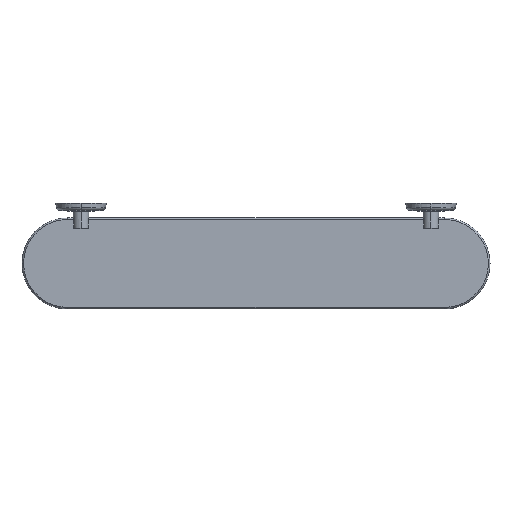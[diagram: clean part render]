
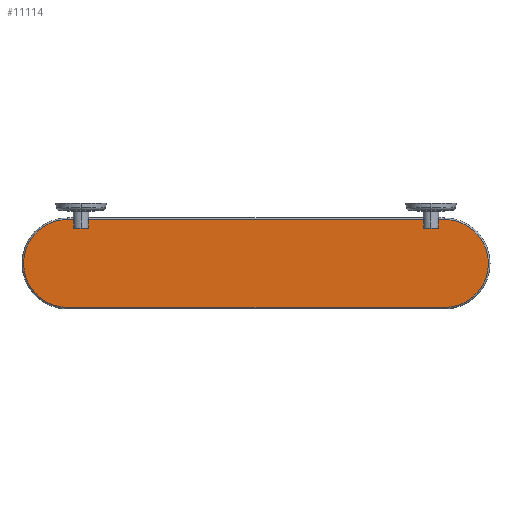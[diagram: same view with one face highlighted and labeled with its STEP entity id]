
A CAD part, top view. The second image highlights one B-rep face of the part: STEP entity #11114.
In plain terms, the highlighted planar face has unit normal (0, 0, 1).
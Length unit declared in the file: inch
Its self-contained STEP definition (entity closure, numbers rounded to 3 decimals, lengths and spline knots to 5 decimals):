
#2021=CARTESIAN_POINT('',(19.46947,-1.07966,
0.11513));
#2023=CARTESIAN_POINT('',(2.22209,-1.07966,
0.11513));
#2087=DIRECTION('',(1.,0.,0.));
#2088=VECTOR('',#2087,17.24739);
#2089=CARTESIAN_POINT('',(2.22209,-1.07966,
0.11513));
#2090=LINE('',#2089,#2088);
#2091=DIRECTION('',(1.,0.,0.));
#2092=VECTOR('',#2091,0.3166);
#2093=CARTESIAN_POINT('',(20.22209,-1.07966,
0.11513));
#2094=LINE('',#2093,#2092);
#2095=CARTESIAN_POINT('',(20.53868,-3.34194,
0.11513));
#2096=DIRECTION('',(0.,0.,-1.));
#2097=DIRECTION('',(0.,1.,0.));
#2098=AXIS2_PLACEMENT_3D('',#2095,#2096,#2097);
#2100=CARTESIAN_POINT('',(20.53868,-3.34194,
0.11513));
#2101=DIRECTION('',(0.,0.,-1.));
#2102=DIRECTION('',(1.,0.,0.));
#2103=AXIS2_PLACEMENT_3D('',#2100,#2101,#2102);
#2105=DIRECTION('',(-1.,0.,0.));
#2106=VECTOR('',#2105,19.38581);
#2107=CARTESIAN_POINT('',(20.53868,-5.60421,
0.11513));
#2108=LINE('',#2107,#2106);
#2109=CARTESIAN_POINT('',(1.15288,-3.34194,
0.11513));
#2110=DIRECTION('',(0.,0.,-1.));
#2111=DIRECTION('',(0.,-1.,0.));
#2112=AXIS2_PLACEMENT_3D('',#2109,#2110,#2111);
#2114=CARTESIAN_POINT('',(1.15288,-3.34194,
0.11513));
#2115=DIRECTION('',(0.,0.,-1.));
#2116=DIRECTION('',(-1.,0.,0.));
#2117=AXIS2_PLACEMENT_3D('',#2114,#2115,#2116);
#2119=DIRECTION('',(1.,0.,0.));
#2120=VECTOR('',#2119,0.3166);
#2121=CARTESIAN_POINT('',(1.15288,-1.07966,
0.11513));
#2122=LINE('',#2121,#2120);
#2123=DIRECTION('',(0.,1.,0.));
#2124=VECTOR('',#2123,0.45588);
#2125=CARTESIAN_POINT('',(2.22209,-1.53554,
0.11513));
#2126=LINE('',#2125,#2124);
#2138=DIRECTION('',(0.,1.,0.));
#2139=VECTOR('',#2138,0.45588);
#2140=CARTESIAN_POINT('',(19.46947,-1.53554,
0.11513));
#2141=LINE('',#2140,#2139);
#2182=CARTESIAN_POINT('',(20.22209,-1.07966,
0.11513));
#2184=DIRECTION('',(0.,-1.,0.));
#2185=VECTOR('',#2184,0.45588);
#2186=CARTESIAN_POINT('',(20.22209,-1.07966,
0.11513));
#2187=LINE('',#2186,#2185);
#2220=CARTESIAN_POINT('',(20.22209,-1.53554,
0.11513));
#2221=CARTESIAN_POINT('',(20.22209,-1.53965,
0.11513));
#2222=CARTESIAN_POINT('',(20.21991,-1.54661,
0.11513));
#2223=CARTESIAN_POINT('',(20.20998,-1.55474,
0.11513));
#2224=CARTESIAN_POINT('',(20.20215,-1.55573,
0.11513));
#2225=CARTESIAN_POINT('',(20.19772,-1.55497,
0.11513));
#2227=CARTESIAN_POINT('',(19.49384,-1.55497,
0.11513));
#2228=CARTESIAN_POINT('',(19.48948,-1.55571,
0.11513));
#2229=CARTESIAN_POINT('',(19.48176,-1.55485,
0.11513));
#2230=CARTESIAN_POINT('',(19.47156,-1.54654,
0.11513));
#2231=CARTESIAN_POINT('',(19.46947,-1.53962,
0.11513));
#2232=CARTESIAN_POINT('',(19.46947,-1.53554,
0.11513));
#2239=DIRECTION('',(-1.,0.,0.));
#2240=VECTOR('',#2239,0.70388);
#2241=CARTESIAN_POINT('',(20.19772,-1.55497,
0.11513));
#2242=LINE('',#2241,#2240);
#5271=CARTESIAN_POINT('',(1.46947,-1.07966,
0.11513));
#5292=DIRECTION('',(0.,1.,0.));
#5293=VECTOR('',#5292,0.45588);
#5294=CARTESIAN_POINT('',(1.46947,-1.53554,
0.11513));
#5295=LINE('',#5294,#5293);
#5339=CARTESIAN_POINT('',(2.22209,-1.53554,
0.11513));
#5340=CARTESIAN_POINT('',(2.22209,-1.53965,
0.11513));
#5341=CARTESIAN_POINT('',(2.21991,-1.54661,
0.11513));
#5342=CARTESIAN_POINT('',(2.20998,-1.55474,
0.11513));
#5343=CARTESIAN_POINT('',(2.20215,-1.55573,
0.11513));
#5344=CARTESIAN_POINT('',(2.19772,-1.55497,
0.11513));
#5346=CARTESIAN_POINT('',(1.49384,-1.55497,
0.11513));
#5347=CARTESIAN_POINT('',(1.48948,-1.55571,
0.11513));
#5348=CARTESIAN_POINT('',(1.48176,-1.55485,
0.11513));
#5349=CARTESIAN_POINT('',(1.47156,-1.54654,
0.11513));
#5350=CARTESIAN_POINT('',(1.46947,-1.53962,
0.11513));
#5351=CARTESIAN_POINT('',(1.46947,-1.53554,
0.11513));
#5353=DIRECTION('',(-1.,0.,0.));
#5354=VECTOR('',#5353,0.70388);
#5355=CARTESIAN_POINT('',(2.19772,-1.55497,
0.11513));
#5356=LINE('',#5355,#5354);
#6752=CARTESIAN_POINT('',(20.53868,-1.07966,
0.11513));
#6754=VERTEX_POINT('',#6752);
#6757=VERTEX_POINT('',#2182);
#6762=CARTESIAN_POINT('',(1.15288,-1.07966,
0.11513));
#6764=VERTEX_POINT('',#6762);
#6769=VERTEX_POINT('',#5271);
#6772=VERTEX_POINT('',#2021);
#6775=VERTEX_POINT('',#2023);
#6780=CARTESIAN_POINT('',(22.80096,-3.34194,
0.11513));
#6781=CARTESIAN_POINT('',(20.53868,-5.60421,
0.11513));
#6782=VERTEX_POINT('',#6780);
#6783=VERTEX_POINT('',#6781);
#6800=CARTESIAN_POINT('',(1.15288,-5.60421,0.11513));
#6801=VERTEX_POINT('',#6800);
#6806=CARTESIAN_POINT('',(19.46947,-1.53554,
0.11513));
#6807=VERTEX_POINT('',#6806);
#6808=VERTEX_POINT('',#2227);
#6809=CARTESIAN_POINT('',(20.19772,-1.55497,
0.11513));
#6810=VERTEX_POINT('',#6809);
#6811=VERTEX_POINT('',#2220);
#6812=CARTESIAN_POINT('',(-1.1094,-3.34194,
0.11513));
#6813=VERTEX_POINT('',#6812);
#6814=CARTESIAN_POINT('',(1.46947,-1.53554,
0.11513));
#6815=VERTEX_POINT('',#6814);
#6816=VERTEX_POINT('',#5346);
#6817=CARTESIAN_POINT('',(2.19772,-1.55497,
0.11513));
#6818=VERTEX_POINT('',#6817);
#6819=VERTEX_POINT('',#5339);
#11074=CARTESIAN_POINT('',(10.84578,-3.34194,
0.11513));
#11075=DIRECTION('',(0.,0.,1.));
#11076=DIRECTION('',(1.,0.,0.));
#11077=AXIS2_PLACEMENT_3D('',#11074,#11075,#11076);
#11078=PLANE('',#11077);
#11079=ORIENTED_EDGE('',*,*,#11006,.T.);
#11081=ORIENTED_EDGE('',*,*,#11080,.F.);
#11083=ORIENTED_EDGE('',*,*,#11082,.F.);
#11085=ORIENTED_EDGE('',*,*,#11084,.F.);
#11087=ORIENTED_EDGE('',*,*,#11086,.F.);
#11089=ORIENTED_EDGE('',*,*,#11088,.F.);
#11091=ORIENTED_EDGE('',*,*,#11090,.T.);
#11093=ORIENTED_EDGE('',*,*,#11092,.T.);
#11095=ORIENTED_EDGE('',*,*,#11094,.T.);
#11096=ORIENTED_EDGE('',*,*,#11060,.T.);
#11098=ORIENTED_EDGE('',*,*,#11097,.T.);
#11100=ORIENTED_EDGE('',*,*,#11099,.T.);
#11102=ORIENTED_EDGE('',*,*,#11101,.T.);
#11104=ORIENTED_EDGE('',*,*,#11103,.F.);
#11106=ORIENTED_EDGE('',*,*,#11105,.F.);
#11108=ORIENTED_EDGE('',*,*,#11107,.F.);
#11110=ORIENTED_EDGE('',*,*,#11109,.F.);
#11111=ORIENTED_EDGE('',*,*,#10979,.T.);
#11112=EDGE_LOOP('',(#11079,#11081,#11083,#11085,#11087,#11089,#11091,#11093,
#11095,#11096,#11098,#11100,#11102,#11104,#11106,#11108,#11110,#11111));
#11113=FACE_OUTER_BOUND('',#11112,.F.);
#11114=ADVANCED_FACE('',(#11113),#11078,.T.);
#2099=CIRCLE('',#2098,2.26227);
#2104=CIRCLE('',#2103,2.26227);
#2113=CIRCLE('',#2112,2.26227);
#2118=CIRCLE('',#2117,2.26227);
#2226=B_SPLINE_CURVE_WITH_KNOTS('',3,(#2220,#2221,#2222,#2223,#2224,#2225),
.UNSPECIFIED.,.F.,.F.,(4,1,1,4),(0.,0.33333,0.66667,1.),
.UNSPECIFIED.);
#2233=B_SPLINE_CURVE_WITH_KNOTS('',3,(#2227,#2228,#2229,#2230,#2231,#2232),
.UNSPECIFIED.,.F.,.F.,(4,1,1,4),(0.,0.33333,0.66667,1.),
.UNSPECIFIED.);
#5345=B_SPLINE_CURVE_WITH_KNOTS('',3,(#5339,#5340,#5341,#5342,#5343,#5344),
.UNSPECIFIED.,.F.,.F.,(4,1,1,4),(0.,0.33333,0.66667,1.),
.UNSPECIFIED.);
#5352=B_SPLINE_CURVE_WITH_KNOTS('',3,(#5346,#5347,#5348,#5349,#5350,#5351),
.UNSPECIFIED.,.F.,.F.,(4,1,1,4),(0.,0.33333,0.66667,1.),
.UNSPECIFIED.);
#10979=EDGE_CURVE('',#6819,#6775,#2126,.T.);
#11006=EDGE_CURVE('',#6775,#6772,#2090,.T.);
#11060=EDGE_CURVE('',#6783,#6801,#2108,.T.);
#11080=EDGE_CURVE('',#6807,#6772,#2141,.T.);
#11082=EDGE_CURVE('',#6808,#6807,#2233,.T.);
#11084=EDGE_CURVE('',#6810,#6808,#2242,.T.);
#11086=EDGE_CURVE('',#6811,#6810,#2226,.T.);
#11088=EDGE_CURVE('',#6757,#6811,#2187,.T.);
#11090=EDGE_CURVE('',#6757,#6754,#2094,.T.);
#11092=EDGE_CURVE('',#6754,#6782,#2099,.T.);
#11094=EDGE_CURVE('',#6782,#6783,#2104,.T.);
#11097=EDGE_CURVE('',#6801,#6813,#2113,.T.);
#11099=EDGE_CURVE('',#6813,#6764,#2118,.T.);
#11101=EDGE_CURVE('',#6764,#6769,#2122,.T.);
#11103=EDGE_CURVE('',#6815,#6769,#5295,.T.);
#11105=EDGE_CURVE('',#6816,#6815,#5352,.T.);
#11107=EDGE_CURVE('',#6818,#6816,#5356,.T.);
#11109=EDGE_CURVE('',#6819,#6818,#5345,.T.);
